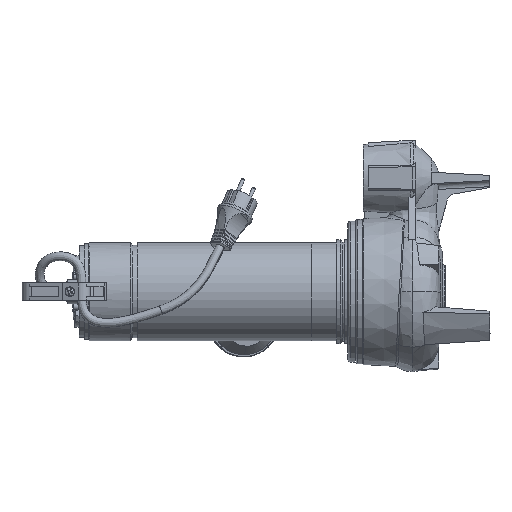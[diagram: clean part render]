
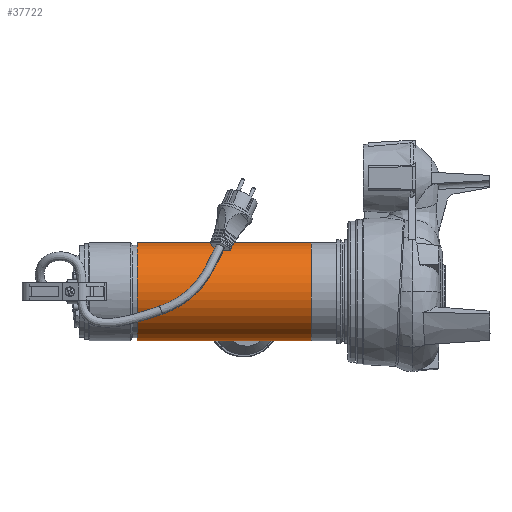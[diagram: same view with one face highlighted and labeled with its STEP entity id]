
A CAD part, left-side view. The second image highlights one B-rep face of the part: STEP entity #37722.
In plain terms, the highlighted cylindrical face has radius 56 mm (diameter 112 mm), a partial arc.
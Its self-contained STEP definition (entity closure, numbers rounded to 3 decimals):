
#688 = CARTESIAN_POINT ( 'NONE',  ( 0., 143.501, 56. ) ) ;
#1708 = VERTEX_POINT ( 'NONE', #688 ) ;
#5741 = DIRECTION ( 'NONE',  ( 0., -1., 0. ) ) ;
#7980 = CARTESIAN_POINT ( 'NONE',  ( 0., 342.501, 56. ) ) ;
#8338 = ORIENTED_EDGE ( 'NONE', *, *, #19157, .T. ) ;
#11442 = CYLINDRICAL_SURFACE ( 'NONE', #57858, 56. ) ;
#12564 = LINE ( 'NONE', #7980, #18776 ) ;
#15581 = CARTESIAN_POINT ( 'NONE',  ( 0., 342.501, -56. ) ) ;
#15752 = ORIENTED_EDGE ( 'NONE', *, *, #35956, .T. ) ;
#18776 = VECTOR ( 'NONE', #46960, 1000. ) ;
#19157 = EDGE_CURVE ( 'NONE', #60018, #52844, #30016, .T. ) ;
#19707 = DIRECTION ( 'NONE',  ( 0., 0., -1. ) ) ;
#20067 = CIRCLE ( 'NONE', #37856, 56. ) ;
#23524 = CARTESIAN_POINT ( 'NONE',  ( 0., 342.501, 56. ) ) ;
#28882 = DIRECTION ( 'NONE',  ( 0., -1., 0. ) ) ;
#30016 = CIRCLE ( 'NONE', #33167, 56. ) ;
#31743 = DIRECTION ( 'NONE',  ( 0., -1., 0. ) ) ;
#33167 = AXIS2_PLACEMENT_3D ( 'NONE', #54424, #28882, #19707 ) ;
#34528 = VERTEX_POINT ( 'NONE', #46474 ) ;
#35100 = EDGE_LOOP ( 'NONE', ( #38872, #8338, #58120, #15752 ) ) ;
#35956 = EDGE_CURVE ( 'NONE', #34528, #1708, #20067, .T. ) ;
#37722 = ADVANCED_FACE ( 'NONE', ( #40943 ), #11442, .T. ) ;
#37856 = AXIS2_PLACEMENT_3D ( 'NONE', #38440, #63283, #53797 ) ;
#38440 = CARTESIAN_POINT ( 'NONE',  ( 0., 143.501, 0. ) ) ;
#38872 = ORIENTED_EDGE ( 'NONE', *, *, #64179, .F. ) ;
#40943 = FACE_OUTER_BOUND ( 'NONE', #35100, .T. ) ;
#42454 = VECTOR ( 'NONE', #5741, 1000. ) ;
#46474 = CARTESIAN_POINT ( 'NONE',  ( 0., 143.501, -56. ) ) ;
#46494 = CARTESIAN_POINT ( 'NONE',  ( 0., 342.501, 0. ) ) ;
#46960 = DIRECTION ( 'NONE',  ( 0., -1., 0. ) ) ;
#49637 = LINE ( 'NONE', #15581, #42454 ) ;
#50670 = EDGE_CURVE ( 'NONE', #52844, #34528, #49637, .T. ) ;
#51728 = DIRECTION ( 'NONE',  ( 0., 0., -1. ) ) ;
#52844 = VERTEX_POINT ( 'NONE', #54123 ) ;
#53797 = DIRECTION ( 'NONE',  ( 0., 0., -1. ) ) ;
#54123 = CARTESIAN_POINT ( 'NONE',  ( 0., 342.501, -56. ) ) ;
#54424 = CARTESIAN_POINT ( 'NONE',  ( 0., 342.501, 0. ) ) ;
#57858 = AXIS2_PLACEMENT_3D ( 'NONE', #46494, #31743, #51728 ) ;
#58120 = ORIENTED_EDGE ( 'NONE', *, *, #50670, .T. ) ;
#60018 = VERTEX_POINT ( 'NONE', #23524 ) ;
#63283 = DIRECTION ( 'NONE',  ( 0., 1., 0. ) ) ;
#64179 = EDGE_CURVE ( 'NONE', #60018, #1708, #12564, .T. ) ;
